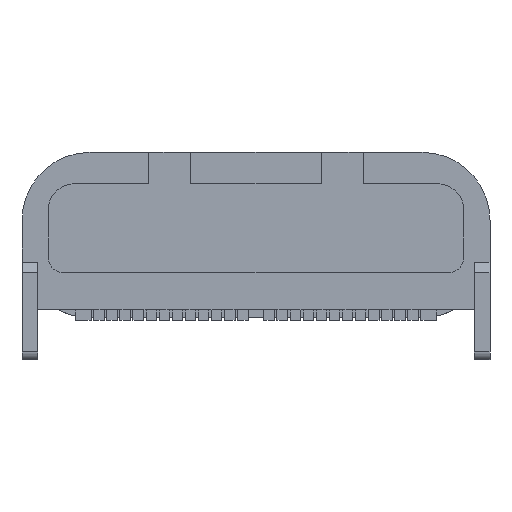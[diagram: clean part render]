
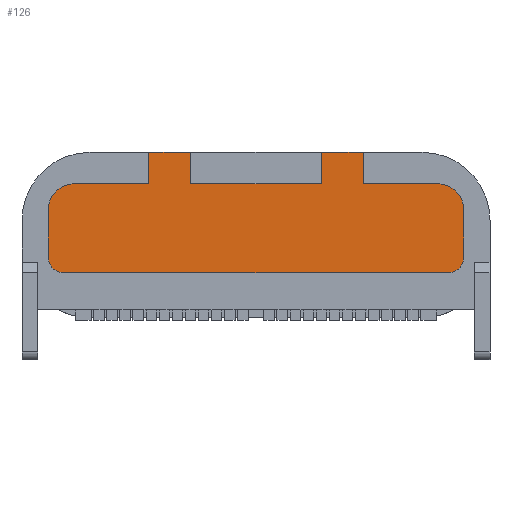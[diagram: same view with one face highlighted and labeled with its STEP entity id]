
A CAD part, front view. The second image highlights one B-rep face of the part: STEP entity #126.
In plain terms, the highlighted planar face has unit normal (0, -1, 0).
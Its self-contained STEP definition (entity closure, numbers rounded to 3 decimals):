
#126=ADVANCED_FACE('',(#606),#607,.T.);
#606=FACE_OUTER_BOUND('',#1424,.T.);
#607=PLANE('',#1425);
#1424=EDGE_LOOP('',(#2971,#2972,#2973,#2974,#2975,#2976,#2977,#2978,#2979,#2980,#2981,#2982,#2983,#2984,#2985,#2986));
#1425=AXIS2_PLACEMENT_3D('',#2987,#2988,#2989);
#2971=ORIENTED_EDGE('',*,*,#5882,.T.);
#2972=ORIENTED_EDGE('',*,*,#5883,.T.);
#2973=ORIENTED_EDGE('',*,*,#5884,.T.);
#2974=ORIENTED_EDGE('',*,*,#5885,.T.);
#2975=ORIENTED_EDGE('',*,*,#5886,.T.);
#2976=ORIENTED_EDGE('',*,*,#5732,.T.);
#2977=ORIENTED_EDGE('',*,*,#5881,.T.);
#2978=ORIENTED_EDGE('',*,*,#5887,.T.);
#2979=ORIENTED_EDGE('',*,*,#5888,.T.);
#2980=ORIENTED_EDGE('',*,*,#5738,.T.);
#2981=ORIENTED_EDGE('',*,*,#5889,.T.);
#2982=ORIENTED_EDGE('',*,*,#5890,.T.);
#2983=ORIENTED_EDGE('',*,*,#5891,.T.);
#2984=ORIENTED_EDGE('',*,*,#5892,.T.);
#2985=ORIENTED_EDGE('',*,*,#5893,.T.);
#2986=ORIENTED_EDGE('',*,*,#5894,.T.);
#2987=CARTESIAN_POINT('',(0.0,-3.11,0.0));
#2988=DIRECTION('',(0.0,-1.0,0.0));
#2989=DIRECTION('',(0.0,0.0,-1.0));
#5732=EDGE_CURVE('',#6947,#6945,#6948,.T.);
#5738=EDGE_CURVE('',#6958,#6956,#6959,.T.);
#5881=EDGE_CURVE('',#6945,#7205,#7207,.T.);
#5882=EDGE_CURVE('',#7208,#7209,#7210,.T.);
#5883=EDGE_CURVE('',#7209,#7211,#7212,.T.);
#5884=EDGE_CURVE('',#7211,#7213,#7214,.T.);
#5885=EDGE_CURVE('',#7213,#7215,#7216,.T.);
#5886=EDGE_CURVE('',#7215,#6947,#7217,.T.);
#5887=EDGE_CURVE('',#7205,#7218,#7219,.T.);
#5888=EDGE_CURVE('',#7218,#6958,#7220,.T.);
#5889=EDGE_CURVE('',#6956,#7221,#7222,.T.);
#5890=EDGE_CURVE('',#7221,#7223,#7224,.T.);
#5891=EDGE_CURVE('',#7223,#7225,#7226,.T.);
#5892=EDGE_CURVE('',#7225,#7227,#7228,.T.);
#5893=EDGE_CURVE('',#7227,#7229,#7230,.T.);
#5894=EDGE_CURVE('',#7229,#7208,#7231,.T.);
#6945=VERTEX_POINT('',#8837);
#6947=VERTEX_POINT('',#8840);
#6948=LINE('',#8841,#8842);
#6956=VERTEX_POINT('',#8854);
#6958=VERTEX_POINT('',#8857);
#6959=LINE('',#8858,#8859);
#7205=VERTEX_POINT('',#9209);
#7207=LINE('',#9212,#9213);
#7208=VERTEX_POINT('',#9214);
#7209=VERTEX_POINT('',#9215);
#7210=CIRCLE('',#9216,0.3);
#7211=VERTEX_POINT('',#9217);
#7212=LINE('',#9218,#9219);
#7213=VERTEX_POINT('',#9220);
#7214=CIRCLE('',#9221,0.5);
#7215=VERTEX_POINT('',#9222);
#7216=LINE('',#9223,#9224);
#7217=LINE('',#9225,#9226);
#7218=VERTEX_POINT('',#9227);
#7219=LINE('',#9228,#9229);
#7220=LINE('',#9230,#9231);
#7221=VERTEX_POINT('',#9232);
#7222=LINE('',#9233,#9234);
#7223=VERTEX_POINT('',#9235);
#7224=LINE('',#9236,#9237);
#7225=VERTEX_POINT('',#9238);
#7226=CIRCLE('',#9239,0.5);
#7227=VERTEX_POINT('',#9240);
#7228=LINE('',#9241,#9242);
#7229=VERTEX_POINT('',#9243);
#7230=CIRCLE('',#9244,0.3);
#7231=LINE('',#9245,#9246);
#8837=CARTESIAN_POINT('',(1.25,-3.11,1.58));
#8840=CARTESIAN_POINT('',(2.05,-3.11,1.58));
#8841=CARTESIAN_POINT('',(2.05,-3.11,1.58));
#8842=VECTOR('',#11380,0.8);
#8854=CARTESIAN_POINT('',(-2.05,-3.11,1.58));
#8857=CARTESIAN_POINT('',(-1.25,-3.11,1.58));
#8858=CARTESIAN_POINT('',(-1.25,-3.11,1.58));
#8859=VECTOR('',#11386,0.8);
#9209=CARTESIAN_POINT('',(1.25,-3.11,0.98));
#9212=CARTESIAN_POINT('',(1.25,-3.11,1.58));
#9213=VECTOR('',#11603,0.6);
#9214=CARTESIAN_POINT('',(3.67,-3.11,-0.72));
#9215=CARTESIAN_POINT('',(3.97,-3.11,-0.42));
#9216=AXIS2_PLACEMENT_3D('',#11604,#11605,#11606);
#9217=CARTESIAN_POINT('',(3.97,-3.11,0.48));
#9218=CARTESIAN_POINT('',(3.97,-3.11,-0.42));
#9219=VECTOR('',#11607,0.9);
#9220=CARTESIAN_POINT('',(3.47,-3.11,0.98));
#9221=AXIS2_PLACEMENT_3D('',#11608,#11609,#11610);
#9222=CARTESIAN_POINT('',(2.05,-3.11,0.98));
#9223=CARTESIAN_POINT('',(3.47,-3.11,0.98));
#9224=VECTOR('',#11611,1.42);
#9225=CARTESIAN_POINT('',(2.05,-3.11,0.98));
#9226=VECTOR('',#11612,0.6);
#9227=CARTESIAN_POINT('',(-1.25,-3.11,0.98));
#9228=CARTESIAN_POINT('',(1.25,-3.11,0.98));
#9229=VECTOR('',#11613,2.5);
#9230=CARTESIAN_POINT('',(-1.25,-3.11,0.98));
#9231=VECTOR('',#11614,0.6);
#9232=CARTESIAN_POINT('',(-2.05,-3.11,0.98));
#9233=CARTESIAN_POINT('',(-2.05,-3.11,1.58));
#9234=VECTOR('',#11615,0.6);
#9235=CARTESIAN_POINT('',(-3.47,-3.11,0.98));
#9236=CARTESIAN_POINT('',(-2.05,-3.11,0.98));
#9237=VECTOR('',#11616,1.42);
#9238=CARTESIAN_POINT('',(-3.97,-3.11,0.48));
#9239=AXIS2_PLACEMENT_3D('',#11617,#11618,#11619);
#9240=CARTESIAN_POINT('',(-3.97,-3.11,-0.42));
#9241=CARTESIAN_POINT('',(-3.97,-3.11,0.48));
#9242=VECTOR('',#11620,0.9);
#9243=CARTESIAN_POINT('',(-3.67,-3.11,-0.72));
#9244=AXIS2_PLACEMENT_3D('',#11621,#11622,#11623);
#9245=CARTESIAN_POINT('',(-3.67,-3.11,-0.72));
#9246=VECTOR('',#11624,7.34);
#11380=DIRECTION('',(-1.0,0.0,0.0));
#11386=DIRECTION('',(-1.0,0.0,0.0));
#11603=DIRECTION('',(0.0,0.0,-1.0));
#11604=CARTESIAN_POINT('',(3.67,-3.11,-0.42));
#11605=DIRECTION('',(0.0,-1.0,0.0));
#11606=DIRECTION('',(0.0,0.0,-1.0));
#11607=DIRECTION('',(0.0,0.0,1.0));
#11608=CARTESIAN_POINT('',(3.47,-3.11,0.48));
#11609=DIRECTION('',(0.0,-1.0,0.0));
#11610=DIRECTION('',(1.0,0.0,0.0));
#11611=DIRECTION('',(-1.0,0.0,0.0));
#11612=DIRECTION('',(0.0,0.0,1.0));
#11613=DIRECTION('',(-1.0,0.0,0.0));
#11614=DIRECTION('',(0.0,0.0,1.0));
#11615=DIRECTION('',(0.0,0.0,-1.0));
#11616=DIRECTION('',(-1.0,0.0,0.0));
#11617=CARTESIAN_POINT('',(-3.47,-3.11,0.48));
#11618=DIRECTION('',(0.0,-1.0,0.0));
#11619=DIRECTION('',(0.0,0.0,1.0));
#11620=DIRECTION('',(0.0,0.0,-1.0));
#11621=CARTESIAN_POINT('',(-3.67,-3.11,-0.42));
#11622=DIRECTION('',(0.0,-1.0,0.0));
#11623=DIRECTION('',(-1.0,0.0,0.0));
#11624=DIRECTION('',(1.0,0.0,0.0));
